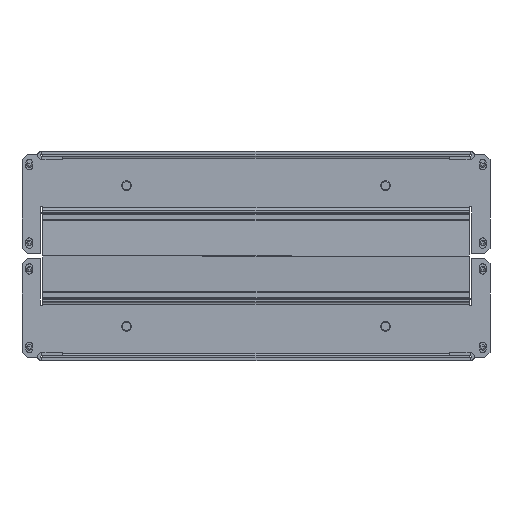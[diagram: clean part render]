
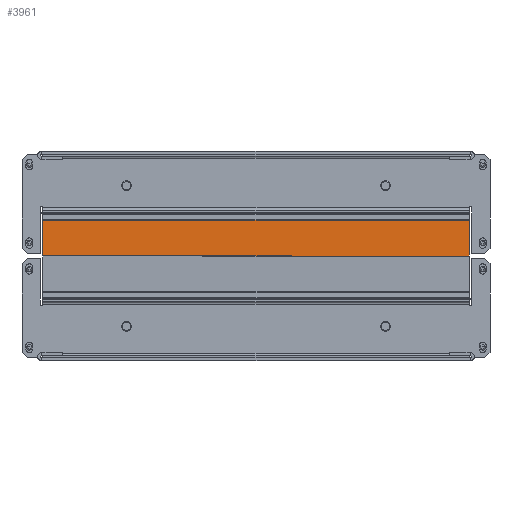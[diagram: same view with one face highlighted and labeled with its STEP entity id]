
A CAD part, front view. The second image highlights one B-rep face of the part: STEP entity #3961.
In plain terms, the highlighted face is planar.
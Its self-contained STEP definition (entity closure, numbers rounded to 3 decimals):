
#286 = DIRECTION ( 'NONE',  ( -0.999, -0.032, 0. ) ) ;
#650 = CARTESIAN_POINT ( 'NONE',  ( 37.5, 2., -408. ) ) ;
#920 = EDGE_CURVE ( 'NONE', #4364, #3917, #5819, .T. ) ;
#1043 = LINE ( 'NONE', #1721, #5076 ) ;
#1208 = PLANE ( 'NONE',  #2629 ) ;
#1254 = ORIENTED_EDGE ( 'NONE', *, *, #920, .F. ) ;
#1296 = CARTESIAN_POINT ( 'NONE',  ( 37.5, 2., 0. ) ) ;
#1531 = VECTOR ( 'NONE', #3638, 1000. ) ;
#1700 = DIRECTION ( 'NONE',  ( -0.032, 0.999, 0. ) ) ;
#1721 = CARTESIAN_POINT ( 'NONE',  ( 3.5, 0.9, -408. ) ) ;
#1901 = ORIENTED_EDGE ( 'NONE', *, *, #6473, .F. ) ;
#2096 = CARTESIAN_POINT ( 'NONE',  ( 37.5, 2., -408. ) ) ;
#2284 = VECTOR ( 'NONE', #3647, 1000. ) ;
#2481 = CARTESIAN_POINT ( 'NONE',  ( 3.5, 0.9, -408. ) ) ;
#2629 = AXIS2_PLACEMENT_3D ( 'NONE', #6528, #1700, #3827 ) ;
#2944 = LINE ( 'NONE', #1296, #4891 ) ;
#3065 = ORIENTED_EDGE ( 'NONE', *, *, #3926, .T. ) ;
#3603 = VERTEX_POINT ( 'NONE', #2481 ) ;
#3638 = DIRECTION ( 'NONE',  ( 0., 0., 1. ) ) ;
#3647 = DIRECTION ( 'NONE',  ( -0.999, -0.032, 0. ) ) ;
#3827 = DIRECTION ( 'NONE',  ( -0.999, -0.032, 0. ) ) ;
#3850 = DIRECTION ( 'NONE',  ( 0., 0., 1. ) ) ;
#3868 = CARTESIAN_POINT ( 'NONE',  ( 37.5, 2., 0. ) ) ;
#3898 = CARTESIAN_POINT ( 'NONE',  ( 3.5, 0.9, 0. ) ) ;
#3917 = VERTEX_POINT ( 'NONE', #3868 ) ;
#3926 = EDGE_CURVE ( 'NONE', #3603, #4648, #1043, .T. ) ;
#3961 = ADVANCED_FACE ( 'NONE', ( #6588 ), #1208, .T. ) ;
#4364 = VERTEX_POINT ( 'NONE', #650 ) ;
#4648 = VERTEX_POINT ( 'NONE', #3898 ) ;
#4873 = EDGE_CURVE ( 'NONE', #4364, #3603, #5825, .T. ) ;
#4891 = VECTOR ( 'NONE', #286, 1000. ) ;
#5076 = VECTOR ( 'NONE', #3850, 1000. ) ;
#5271 = CARTESIAN_POINT ( 'NONE',  ( 37.5, 2., -408. ) ) ;
#5819 = LINE ( 'NONE', #2096, #1531 ) ;
#5825 = LINE ( 'NONE', #5271, #2284 ) ;
#6473 = EDGE_CURVE ( 'NONE', #3917, #4648, #2944, .T. ) ;
#6528 = CARTESIAN_POINT ( 'NONE',  ( 37.5, 2., -408. ) ) ;
#6542 = ORIENTED_EDGE ( 'NONE', *, *, #4873, .T. ) ;
#6588 = FACE_OUTER_BOUND ( 'NONE', #6611, .T. ) ;
#6611 = EDGE_LOOP ( 'NONE', ( #1901, #1254, #6542, #3065 ) ) ;
